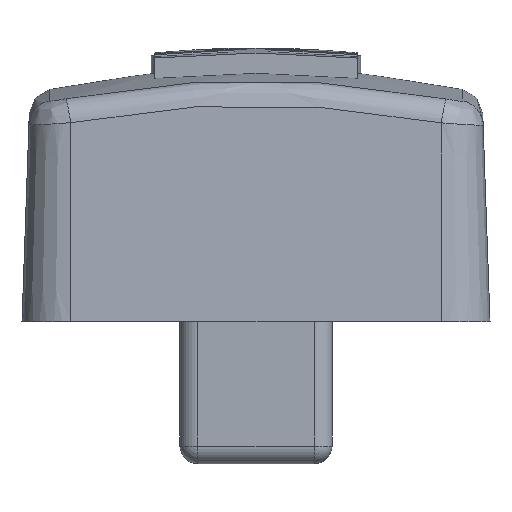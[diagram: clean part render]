
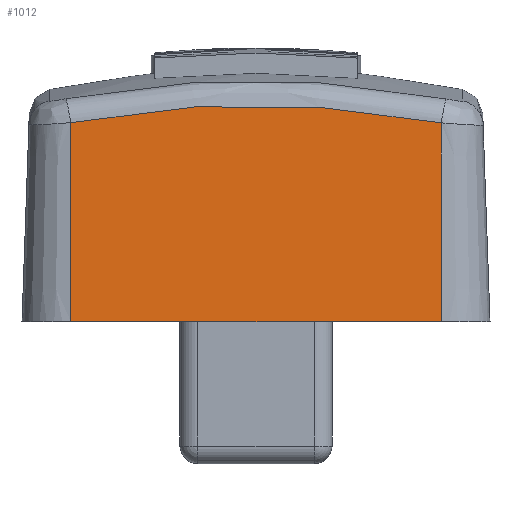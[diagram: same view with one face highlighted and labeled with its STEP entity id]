
A CAD part, left-side view. The second image highlights one B-rep face of the part: STEP entity #1012.
In plain terms, the highlighted planar face has unit normal (-0.999, 0, 0.035).
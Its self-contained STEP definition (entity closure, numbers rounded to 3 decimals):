
#493=PLANE('',#3233);
#552=FACE_OUTER_BOUND('',#1221,.T.);
#752=LINE('',#4961,#887);
#753=LINE('',#4969,#888);
#754=LINE('',#4971,#889);
#887=VECTOR('',#3486,1.);
#888=VECTOR('',#3487,1.);
#889=VECTOR('',#3488,1.);
#1012=ADVANCED_FACE('',(#552),#493,.T.);
#1221=EDGE_LOOP('',(#1521,#1522,#1523,#1524));
#1521=ORIENTED_EDGE('',*,*,#2674,.F.);
#1522=ORIENTED_EDGE('',*,*,#2675,.T.);
#1523=ORIENTED_EDGE('',*,*,#2676,.T.);
#1524=ORIENTED_EDGE('',*,*,#2677,.T.);
#2403=VERTEX_POINT('',#4962);
#2404=VERTEX_POINT('',#4963);
#2405=VERTEX_POINT('',#4968);
#2406=VERTEX_POINT('',#4970);
#2674=EDGE_CURVE('',#2403,#2404,#752,.T.);
#2675=EDGE_CURVE('',#2403,#2405,#3085,.T.);
#2676=EDGE_CURVE('',#2405,#2406,#753,.T.);
#2677=EDGE_CURVE('',#2406,#2404,#754,.T.);
#3085=B_SPLINE_CURVE_WITH_KNOTS('',3,(#4964,#4965,#4966,#4967),
 .UNSPECIFIED.,.F.,.F.,(4,4),(0.,1.),.UNSPECIFIED.);
#3233=AXIS2_PLACEMENT_3D('',#4972,#3489,#3490);
#3486=DIRECTION('',(-0.035,0.,-0.999));
#3487=DIRECTION('',(-0.035,0.,-0.999));
#3488=DIRECTION('',(0.,-1.,0.));
#3489=DIRECTION('',(-0.999,0.,0.035));
#3490=DIRECTION('',(0.035,0.,0.999));
#4961=CARTESIAN_POINT('',(-6.9,-3.65,0.));
#4962=CARTESIAN_POINT('',(-6.728,-3.65,4.924));
#4963=CARTESIAN_POINT('',(-6.865,-3.65,1.));
#4964=CARTESIAN_POINT('',(-6.728,-3.65,4.924));
#4965=CARTESIAN_POINT('',(-6.712,-1.235,5.39));
#4966=CARTESIAN_POINT('',(-6.712,1.234,5.392));
#4967=CARTESIAN_POINT('',(-6.728,3.65,4.928));
#4968=CARTESIAN_POINT('',(-6.728,3.65,4.928));
#4969=CARTESIAN_POINT('',(-6.9,3.65,0.));
#4970=CARTESIAN_POINT('',(-6.865,3.65,1.));
#4971=CARTESIAN_POINT('',(-6.865,3.65,1.));
#4972=CARTESIAN_POINT('',(-6.9,3.65,0.));
